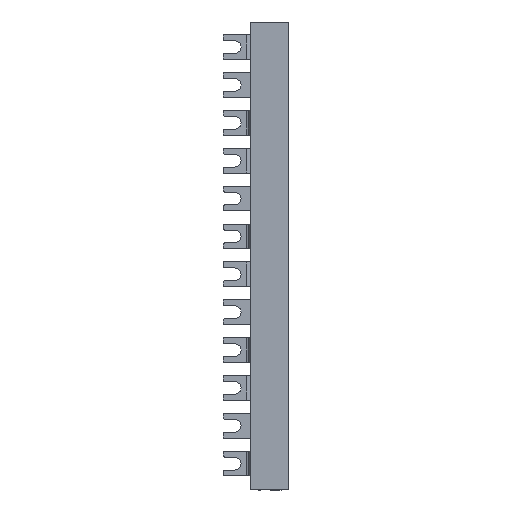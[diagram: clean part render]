
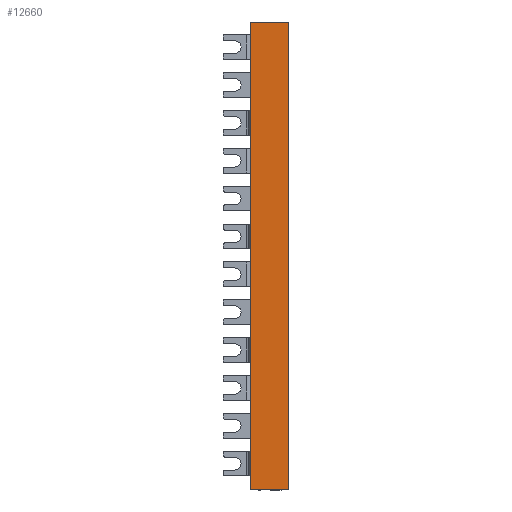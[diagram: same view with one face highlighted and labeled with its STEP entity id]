
A CAD part, left-side view. The second image highlights one B-rep face of the part: STEP entity #12660.
In plain terms, the highlighted planar face has unit normal (-0.999, 0.035, 0).
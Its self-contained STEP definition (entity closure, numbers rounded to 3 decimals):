
#8905=DIRECTION('',(-0.035,-0.999,0.));
#8906=VECTOR('',#8905,18.025);
#8907=CARTESIAN_POINT('',(-0.382,17.814,220.));
#8908=LINE('',#8907,#8906);
#9383=DIRECTION('',(0.035,0.999,0.));
#9384=VECTOR('',#9383,18.025);
#9385=CARTESIAN_POINT('',(-1.011,-0.2,0.));
#9386=LINE('',#9385,#9384);
#9894=DIRECTION('',(0.,0.,1.));
#9895=VECTOR('',#9894,220.);
#9896=CARTESIAN_POINT('',(-0.382,17.814,0.));
#9897=LINE('',#9896,#9895);
#9901=DIRECTION('',(0.,0.,1.));
#9902=VECTOR('',#9901,220.);
#9903=CARTESIAN_POINT('',(-1.011,-0.2,0.));
#9904=LINE('',#9903,#9902);
#11298=CARTESIAN_POINT('',(-1.011,-0.2,0.));
#11300=VERTEX_POINT('',#11298);
#11378=CARTESIAN_POINT('',(-1.011,-0.2,220.));
#11380=VERTEX_POINT('',#11378);
#11382=CARTESIAN_POINT('',(-0.382,17.814,0.));
#11384=VERTEX_POINT('',#11382);
#11453=CARTESIAN_POINT('',(-0.382,17.814,220.));
#11454=VERTEX_POINT('',#11453);
#12648=CARTESIAN_POINT('',(-1.003,0.035,220.));
#12649=DIRECTION('',(-0.999,0.035,0.));
#12650=DIRECTION('',(-0.035,-0.999,0.));
#12651=AXIS2_PLACEMENT_3D('',#12648,#12649,#12650);
#12652=PLANE('',#12651);
#12653=ORIENTED_EDGE('',*,*,#11971,.T.);
#12654=ORIENTED_EDGE('',*,*,#12636,.T.);
#12655=ORIENTED_EDGE('',*,*,#11777,.T.);
#12657=ORIENTED_EDGE('',*,*,#12656,.F.);
#12658=EDGE_LOOP('',(#12653,#12654,#12655,#12657));
#12659=FACE_OUTER_BOUND('',#12658,.F.);
#11777=EDGE_CURVE('',#11454,#11380,#8908,.T.);
#11971=EDGE_CURVE('',#11300,#11384,#9386,.T.);
#12636=EDGE_CURVE('',#11384,#11454,#9897,.T.);
#12656=EDGE_CURVE('',#11300,#11380,#9904,.T.);
#12660=ADVANCED_FACE('',(#12659),#12652,.T.);
